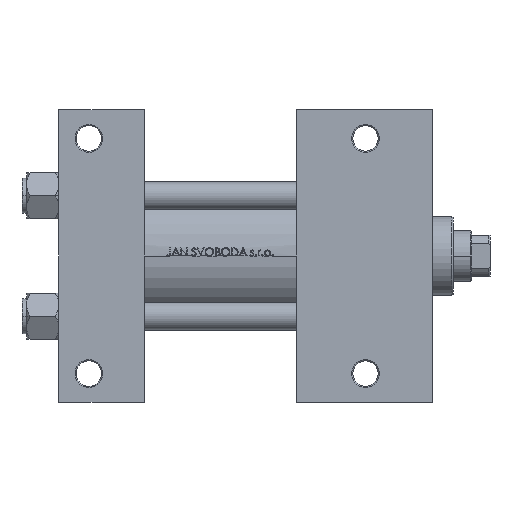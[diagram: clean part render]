
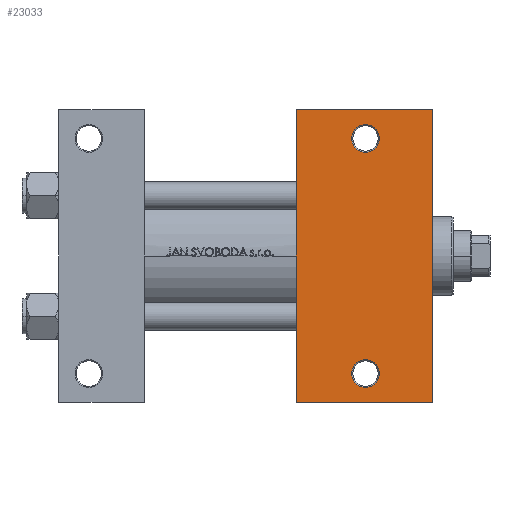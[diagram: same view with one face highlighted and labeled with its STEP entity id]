
A CAD part, front view. The second image highlights one B-rep face of the part: STEP entity #23033.
In plain terms, the highlighted face is planar.
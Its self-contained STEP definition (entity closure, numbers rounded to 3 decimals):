
#551 = ORIENTED_EDGE ( 'NONE', *, *, #39209, .T. ) ;
#1365 = CARTESIAN_POINT ( 'NONE',  ( 139., -51., -37.5 ) ) ;
#1923 = DIRECTION ( 'NONE',  ( 0., -1., 0. ) ) ;
#2140 = CIRCLE ( 'NONE', #25249, 5.999 ) ;
#2591 = VERTEX_POINT ( 'NONE', #31593 ) ;
#2939 = PLANE ( 'NONE',  #43819 ) ;
#3536 = DIRECTION ( 'NONE',  ( -1., 0., 0. ) ) ;
#3867 = VERTEX_POINT ( 'NONE', #1365 ) ;
#4090 = DIRECTION ( 'NONE',  ( -1., 0., 0. ) ) ;
#4347 = EDGE_CURVE ( 'NONE', #38057, #2591, #17875, .T. ) ;
#4536 = CARTESIAN_POINT ( 'NONE',  ( 103., 37.5, -37.5 ) ) ;
#4601 = VECTOR ( 'NONE', #30717, 1000. ) ;
#5826 = DIRECTION ( 'NONE',  ( 0., 0., 1. ) ) ;
#6205 = EDGE_LOOP ( 'NONE', ( #551, #7484 ) ) ;
#6705 = CARTESIAN_POINT ( 'NONE',  ( 133., -51., -37.5 ) ) ;
#7484 = ORIENTED_EDGE ( 'NONE', *, *, #19784, .T. ) ;
#10070 = DIRECTION ( 'NONE',  ( 1., 0., 0. ) ) ;
#11797 = VERTEX_POINT ( 'NONE', #25392 ) ;
#12762 = VECTOR ( 'NONE', #4090, 1000. ) ;
#13415 = DIRECTION ( 'NONE',  ( -1., 0., 0. ) ) ;
#16026 = CARTESIAN_POINT ( 'NONE',  ( 103., -63.5, -37.5 ) ) ;
#16298 = CARTESIAN_POINT ( 'NONE',  ( 162., -63.5, -37.5 ) ) ;
#16737 = VERTEX_POINT ( 'NONE', #36225 ) ;
#16893 = EDGE_CURVE ( 'NONE', #39604, #25565, #21774, .T. ) ;
#17864 = FACE_BOUND ( 'NONE', #6205, .T. ) ;
#17875 = CIRCLE ( 'NONE', #33817, 5.999 ) ;
#18027 = CARTESIAN_POINT ( 'NONE',  ( 103., 63.5, -37.5 ) ) ;
#18134 = ORIENTED_EDGE ( 'NONE', *, *, #36875, .F. ) ;
#18943 = VECTOR ( 'NONE', #10070, 1000. ) ;
#19045 = CIRCLE ( 'NONE', #24637, 5.999 ) ;
#19784 = EDGE_CURVE ( 'NONE', #3867, #11797, #19045, .T. ) ;
#19891 = ORIENTED_EDGE ( 'NONE', *, *, #16893, .T. ) ;
#19964 = CARTESIAN_POINT ( 'NONE',  ( 162., 63.5, -37.5 ) ) ;
#20257 = ORIENTED_EDGE ( 'NONE', *, *, #34581, .T. ) ;
#20999 = CARTESIAN_POINT ( 'NONE',  ( 133., -51., -37.5 ) ) ;
#21208 = EDGE_CURVE ( 'NONE', #25565, #31697, #43514, .T. ) ;
#21379 = DIRECTION ( 'NONE',  ( 0., 0., 1. ) ) ;
#21504 = DIRECTION ( 'NONE',  ( -1., 0., 0. ) ) ;
#21610 = FACE_OUTER_BOUND ( 'NONE', #43861, .T. ) ;
#21774 = LINE ( 'NONE', #18027, #18943 ) ;
#23033 = ADVANCED_FACE ( 'NONE', ( #25369, #17864, #21610 ), #2939, .T. ) ;
#24637 = AXIS2_PLACEMENT_3D ( 'NONE', #6705, #21379, #13415 ) ;
#25249 = AXIS2_PLACEMENT_3D ( 'NONE', #44208, #40472, #36989 ) ;
#25369 = FACE_BOUND ( 'NONE', #41132, .T. ) ;
#25392 = CARTESIAN_POINT ( 'NONE',  ( 127.001, -51., -37.5 ) ) ;
#25565 = VERTEX_POINT ( 'NONE', #19964 ) ;
#26766 = LINE ( 'NONE', #16026, #12762 ) ;
#27402 = ORIENTED_EDGE ( 'NONE', *, *, #21208, .T. ) ;
#30717 = DIRECTION ( 'NONE',  ( 0., -1., 0. ) ) ;
#31593 = CARTESIAN_POINT ( 'NONE',  ( 127.001, 51., -37.5 ) ) ;
#31697 = VERTEX_POINT ( 'NONE', #16298 ) ;
#32344 = DIRECTION ( 'NONE',  ( -1., 0., 0. ) ) ;
#32614 = VECTOR ( 'NONE', #1923, 1000. ) ;
#32880 = CARTESIAN_POINT ( 'NONE',  ( 103., 63.5, -37.5 ) ) ;
#33760 = ORIENTED_EDGE ( 'NONE', *, *, #47138, .T. ) ;
#33817 = AXIS2_PLACEMENT_3D ( 'NONE', #34428, #38144, #3536 ) ;
#33992 = AXIS2_PLACEMENT_3D ( 'NONE', #20999, #5826, #21504 ) ;
#34428 = CARTESIAN_POINT ( 'NONE',  ( 133., 51., -37.5 ) ) ;
#34581 = EDGE_CURVE ( 'NONE', #2591, #38057, #2140, .T. ) ;
#35581 = CIRCLE ( 'NONE', #33992, 5.999 ) ;
#36225 = CARTESIAN_POINT ( 'NONE',  ( 103., -63.5, -37.5 ) ) ;
#36875 = EDGE_CURVE ( 'NONE', #39604, #16737, #38653, .T. ) ;
#36890 = ORIENTED_EDGE ( 'NONE', *, *, #4347, .T. ) ;
#36989 = DIRECTION ( 'NONE',  ( -1., 0., 0. ) ) ;
#38057 = VERTEX_POINT ( 'NONE', #42585 ) ;
#38144 = DIRECTION ( 'NONE',  ( 0., 0., 1. ) ) ;
#38653 = LINE ( 'NONE', #4536, #4601 ) ;
#39209 = EDGE_CURVE ( 'NONE', #11797, #3867, #35581, .T. ) ;
#39604 = VERTEX_POINT ( 'NONE', #32880 ) ;
#40044 = DIRECTION ( 'NONE',  ( 0., 0., -1. ) ) ;
#40472 = DIRECTION ( 'NONE',  ( 0., 0., 1. ) ) ;
#41132 = EDGE_LOOP ( 'NONE', ( #20257, #36890 ) ) ;
#42585 = CARTESIAN_POINT ( 'NONE',  ( 139., 51., -37.5 ) ) ;
#43514 = LINE ( 'NONE', #46529, #32614 ) ;
#43531 = CARTESIAN_POINT ( 'NONE',  ( 162., 37.5, -37.5 ) ) ;
#43819 = AXIS2_PLACEMENT_3D ( 'NONE', #43531, #40044, #32344 ) ;
#43861 = EDGE_LOOP ( 'NONE', ( #18134, #19891, #27402, #33760 ) ) ;
#44208 = CARTESIAN_POINT ( 'NONE',  ( 133., 51., -37.5 ) ) ;
#46529 = CARTESIAN_POINT ( 'NONE',  ( 162., 37.5, -37.5 ) ) ;
#47138 = EDGE_CURVE ( 'NONE', #31697, #16737, #26766, .T. ) ;
